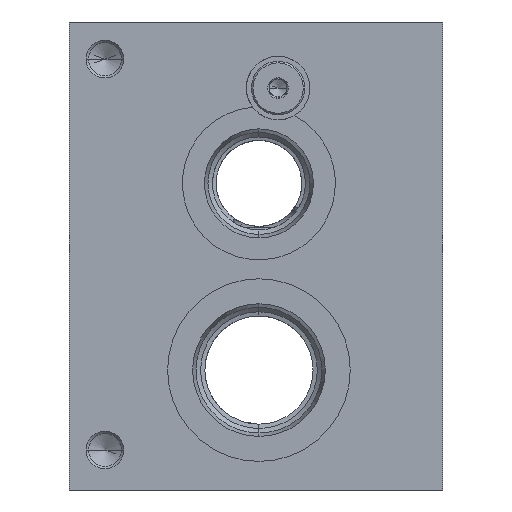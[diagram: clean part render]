
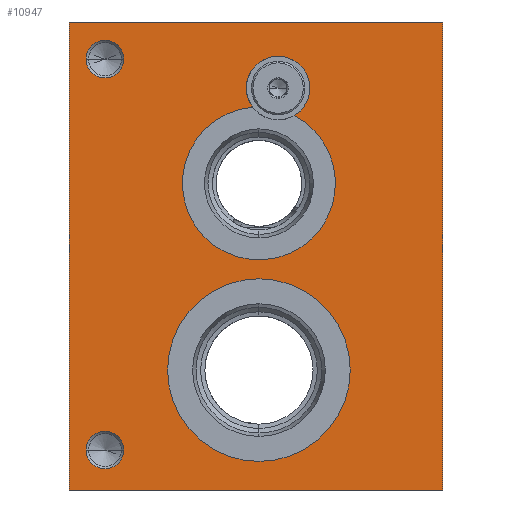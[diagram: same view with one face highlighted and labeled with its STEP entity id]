
A CAD part, front view. The second image highlights one B-rep face of the part: STEP entity #10947.
In plain terms, the highlighted planar face has unit normal (0, -1, 0).
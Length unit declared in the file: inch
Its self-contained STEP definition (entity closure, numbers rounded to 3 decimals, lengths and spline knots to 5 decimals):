
#5=DIRECTION('',(1.,0.,0.));
#6=VECTOR('',#5,3.938);
#7=CARTESIAN_POINT('',(0.,-16.25,0.));
#8=LINE('',#7,#6);
#80=DIRECTION('',(0.,0.,1.));
#81=VECTOR('',#80,4.938);
#82=CARTESIAN_POINT('',(3.938,-16.25,0.));
#83=LINE('',#82,#81);
#824=DIRECTION('',(0.,0.,1.));
#825=VECTOR('',#824,4.938);
#826=CARTESIAN_POINT('',(0.,-16.25,0.));
#827=LINE('',#826,#825);
#828=CARTESIAN_POINT('',(0.375,-16.25,0.422));
#829=DIRECTION('',(0.,1.,0.));
#830=DIRECTION('',(-1.,0.,0.));
#831=AXIS2_PLACEMENT_3D('',#828,#829,#830);
#833=CARTESIAN_POINT('',(0.375,-16.25,0.422));
#834=DIRECTION('',(0.,1.,0.));
#835=DIRECTION('',(1.,0.,0.));
#836=AXIS2_PLACEMENT_3D('',#833,#834,#835);
#838=CARTESIAN_POINT('',(0.375,-16.25,4.546));
#839=DIRECTION('',(0.,1.,0.));
#840=DIRECTION('',(-1.,0.,0.));
#841=AXIS2_PLACEMENT_3D('',#838,#839,#840);
#843=CARTESIAN_POINT('',(0.375,-16.25,4.546));
#844=DIRECTION('',(0.,1.,0.));
#845=DIRECTION('',(1.,0.,0.));
#846=AXIS2_PLACEMENT_3D('',#843,#844,#845);
#848=CARTESIAN_POINT('',(2.,-16.25,1.265));
#849=DIRECTION('',(0.,1.,0.));
#850=DIRECTION('',(0.,0.,-1.));
#851=AXIS2_PLACEMENT_3D('',#848,#849,#850);
#853=CARTESIAN_POINT('',(2.,-16.25,1.265));
#854=DIRECTION('',(0.,1.,0.));
#855=DIRECTION('',(0.,0.,1.));
#856=AXIS2_PLACEMENT_3D('',#853,#854,#855);
#858=CARTESIAN_POINT('',(2.202,-16.25,4.241));
#859=DIRECTION('',(0.,1.,0.));
#860=DIRECTION('',(-0.8,0.,-0.6));
#861=AXIS2_PLACEMENT_3D('',#858,#859,#860);
#863=CARTESIAN_POINT('',(2.202,-16.25,4.241));
#864=DIRECTION('',(0.,1.,0.));
#865=DIRECTION('',(0.,0.,1.));
#866=AXIS2_PLACEMENT_3D('',#863,#864,#865);
#880=DIRECTION('',(1.,0.,0.));
#881=VECTOR('',#880,3.938);
#882=CARTESIAN_POINT('',(0.,-16.25,4.938));
#883=LINE('',#882,#881);
#4280=CARTESIAN_POINT('',(2.,-16.25,3.235));
#4281=DIRECTION('',(0.,1.,0.));
#4282=DIRECTION('',(0.461,0.,0.887));
#4283=AXIS2_PLACEMENT_3D('',#4280,#4281,#4282);
#8994=CARTESIAN_POINT('',(0.,-16.25,0.));
#8996=VERTEX_POINT('',#8994);
#8997=CARTESIAN_POINT('',(3.938,-16.25,0.));
#8998=VERTEX_POINT('',#8997);
#9002=CARTESIAN_POINT('',(0.,-16.25,4.938));
#9004=VERTEX_POINT('',#9002);
#9005=CARTESIAN_POINT('',(3.938,-16.25,4.938));
#9006=VERTEX_POINT('',#9005);
#9913=CARTESIAN_POINT('',(0.1765,-16.25,0.422));
#9915=VERTEX_POINT('',#9913);
#9917=CARTESIAN_POINT('',(0.5735,-16.25,0.422));
#9919=VERTEX_POINT('',#9917);
#9927=CARTESIAN_POINT('',(0.1765,-16.25,4.546));
#9929=VERTEX_POINT('',#9927);
#9931=CARTESIAN_POINT('',(0.5735,-16.25,4.546));
#9933=VERTEX_POINT('',#9931);
#9935=CARTESIAN_POINT('',(2.,-16.25,0.3015));
#9937=VERTEX_POINT('',#9935);
#9939=CARTESIAN_POINT('',(2.,-16.25,2.2285));
#9941=VERTEX_POINT('',#9939);
#10042=CARTESIAN_POINT('',(1.93332,-16.25,4.03924));
#10043=CARTESIAN_POINT('',(2.202,-16.25,4.577));
#10044=VERTEX_POINT('',#10042);
#10045=VERTEX_POINT('',#10043);
#10046=CARTESIAN_POINT('',(2.37197,-16.25,3.95116));
#10047=VERTEX_POINT('',#10046);
#10909=CARTESIAN_POINT('',(0.,-16.25,0.));
#10910=DIRECTION('',(0.,-1.,0.));
#10911=DIRECTION('',(1.,0.,0.));
#10912=AXIS2_PLACEMENT_3D('',#10909,#10910,#10911);
#10913=PLANE('',#10912);
#10914=ORIENTED_EDGE('',*,*,#10553,.F.);
#10915=ORIENTED_EDGE('',*,*,#10578,.T.);
#10917=ORIENTED_EDGE('',*,*,#10916,.T.);
#10918=ORIENTED_EDGE('',*,*,#10631,.F.);
#10919=EDGE_LOOP('',(#10914,#10915,#10917,#10918));
#10920=FACE_OUTER_BOUND('',#10919,.F.);
#10922=ORIENTED_EDGE('',*,*,#10921,.F.);
#10924=ORIENTED_EDGE('',*,*,#10923,.F.);
#10925=EDGE_LOOP('',(#10922,#10924));
#10926=FACE_BOUND('',#10925,.F.);
#10928=ORIENTED_EDGE('',*,*,#10927,.F.);
#10930=ORIENTED_EDGE('',*,*,#10929,.F.);
#10931=EDGE_LOOP('',(#10928,#10930));
#10932=FACE_BOUND('',#10931,.F.);
#10934=ORIENTED_EDGE('',*,*,#10933,.F.);
#10936=ORIENTED_EDGE('',*,*,#10935,.F.);
#10937=EDGE_LOOP('',(#10934,#10936));
#10938=FACE_BOUND('',#10937,.F.);
#10940=ORIENTED_EDGE('',*,*,#10939,.F.);
#10942=ORIENTED_EDGE('',*,*,#10941,.F.);
#10944=ORIENTED_EDGE('',*,*,#10943,.F.);
#10945=EDGE_LOOP('',(#10940,#10942,#10944));
#10946=FACE_BOUND('',#10945,.F.);
#10947=ADVANCED_FACE('',(#10920,#10926,#10932,#10938,#10946),#10913,.T.);
#832=CIRCLE('',#831,0.1985);
#837=CIRCLE('',#836,0.1985);
#842=CIRCLE('',#841,0.1985);
#847=CIRCLE('',#846,0.1985);
#852=CIRCLE('',#851,0.9635);
#857=CIRCLE('',#856,0.9635);
#862=CIRCLE('',#861,0.336);
#867=CIRCLE('',#866,0.336);
#4284=CIRCLE('',#4283,0.807);
#10553=EDGE_CURVE('',#8996,#8998,#8,.T.);
#10578=EDGE_CURVE('',#8996,#9004,#827,.T.);
#10631=EDGE_CURVE('',#8998,#9006,#83,.T.);
#10916=EDGE_CURVE('',#9004,#9006,#883,.T.);
#10921=EDGE_CURVE('',#9915,#9919,#832,.T.);
#10923=EDGE_CURVE('',#9919,#9915,#837,.T.);
#10927=EDGE_CURVE('',#9929,#9933,#842,.T.);
#10929=EDGE_CURVE('',#9933,#9929,#847,.T.);
#10933=EDGE_CURVE('',#9937,#9941,#852,.T.);
#10935=EDGE_CURVE('',#9941,#9937,#857,.T.);
#10939=EDGE_CURVE('',#10044,#10045,#862,.T.);
#10941=EDGE_CURVE('',#10047,#10044,#4284,.T.);
#10943=EDGE_CURVE('',#10045,#10047,#867,.T.);
